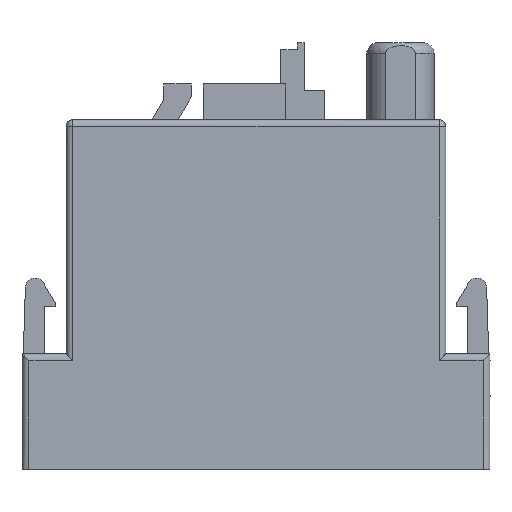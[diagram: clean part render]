
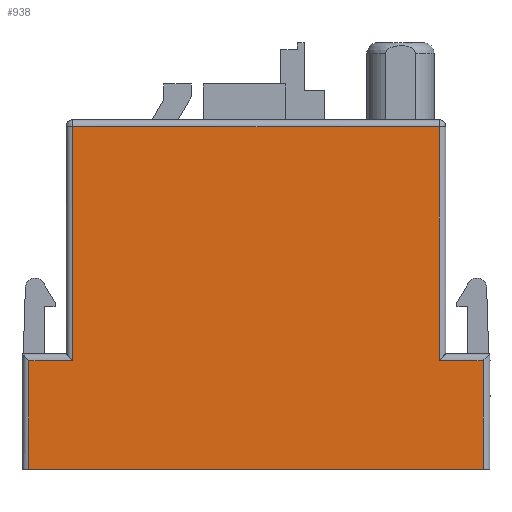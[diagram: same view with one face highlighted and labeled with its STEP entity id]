
A CAD part, front view. The second image highlights one B-rep face of the part: STEP entity #938.
In plain terms, the highlighted planar face has unit normal (0, -1, 0).
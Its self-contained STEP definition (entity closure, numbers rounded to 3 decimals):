
#938=ADVANCED_FACE('',(#1468),#1133,.F.);
#1133=PLANE('',#6866);
#1468=FACE_OUTER_BOUND('',#1846,.T.);
#1846=EDGE_LOOP('',(#3435,#3436,#3437,#3438,#3439,#3440,#3441,#3442));
#3435=ORIENTED_EDGE('',*,*,#5073,.F.);
#3436=ORIENTED_EDGE('',*,*,#5070,.F.);
#3437=ORIENTED_EDGE('',*,*,#5066,.F.);
#3438=ORIENTED_EDGE('',*,*,#5064,.F.);
#3439=ORIENTED_EDGE('',*,*,#5076,.F.);
#3440=ORIENTED_EDGE('',*,*,#5077,.F.);
#3441=ORIENTED_EDGE('',*,*,#4908,.F.);
#3442=ORIENTED_EDGE('',*,*,#5075,.F.);
#4104=VERTEX_POINT('',#10434);
#4106=VERTEX_POINT('',#10437);
#4197=VERTEX_POINT('',#10804);
#4198=VERTEX_POINT('',#10806);
#4199=VERTEX_POINT('',#10815);
#4200=VERTEX_POINT('',#10852);
#4201=VERTEX_POINT('',#10880);
#4202=VERTEX_POINT('',#10891);
#4908=EDGE_CURVE('',#4104,#4106,#5567,.T.);
#5064=EDGE_CURVE('',#4197,#4198,#5681,.T.);
#5066=EDGE_CURVE('',#4198,#4199,#5682,.T.);
#5070=EDGE_CURVE('',#4199,#4200,#5684,.T.);
#5073=EDGE_CURVE('',#4200,#4201,#5685,.T.);
#5075=EDGE_CURVE('',#4201,#4104,#5686,.T.);
#5076=EDGE_CURVE('',#4202,#4197,#5687,.T.);
#5077=EDGE_CURVE('',#4106,#4202,#5688,.T.);
#5567=LINE('',#10436,#6177);
#5681=LINE('',#10805,#6291);
#5682=LINE('',#10814,#6292);
#5684=LINE('',#10851,#6294);
#5685=LINE('',#10879,#6295);
#5686=LINE('',#10888,#6296);
#5687=LINE('',#10890,#6297);
#5688=LINE('',#10892,#6298);
#6177=VECTOR('',#8290,1.);
#6291=VECTOR('',#8586,1.);
#6292=VECTOR('',#8589,1.);
#6294=VECTOR('',#8595,1.);
#6295=VECTOR('',#8600,1.);
#6296=VECTOR('',#8603,1.);
#6297=VECTOR('',#8606,1.);
#6298=VECTOR('',#8607,1.);
#6866=AXIS2_PLACEMENT_3D('',#10893,#8608,#8609);
#8290=DIRECTION('',(0.,0.,-1.));
#8586=DIRECTION('',(1.,0.,0.));
#8589=DIRECTION('',(0.,0.,1.));
#8595=DIRECTION('',(1.,0.,0.));
#8600=DIRECTION('',(0.,0.,-1.));
#8603=DIRECTION('',(1.,0.,0.));
#8606=DIRECTION('',(0.,0.,1.));
#8607=DIRECTION('',(-1.,0.,0.));
#8608=DIRECTION('',(0.,1.,0.));
#8609=DIRECTION('',(0.,0.,1.));
#10434=CARTESIAN_POINT('',(15.408,-11.449,-16.108));
#10436=CARTESIAN_POINT('',(15.408,-11.449,-16.108));
#10437=CARTESIAN_POINT('',(15.408,-11.449,-24.008));
#10804=CARTESIAN_POINT('',(-17.592,-11.449,-16.108));
#10805=CARTESIAN_POINT('',(-17.592,-11.449,-16.108));
#10806=CARTESIAN_POINT('',(-14.402,-11.449,-16.108));
#10814=CARTESIAN_POINT('',(-14.402,-11.449,-16.108));
#10815=CARTESIAN_POINT('',(-14.402,-11.449,0.892));
#10851=CARTESIAN_POINT('',(-14.402,-11.449,0.892));
#10852=CARTESIAN_POINT('',(12.218,-11.449,0.892));
#10879=CARTESIAN_POINT('',(12.218,-11.449,0.892));
#10880=CARTESIAN_POINT('',(12.218,-11.449,-16.108));
#10888=CARTESIAN_POINT('',(12.218,-11.449,-16.108));
#10890=CARTESIAN_POINT('',(-17.592,-11.449,-24.008));
#10891=CARTESIAN_POINT('',(-17.592,-11.449,-24.008));
#10892=CARTESIAN_POINT('',(15.408,-11.449,-24.008));
#10893=CARTESIAN_POINT('',(-19.892,-11.449,-25.478));
